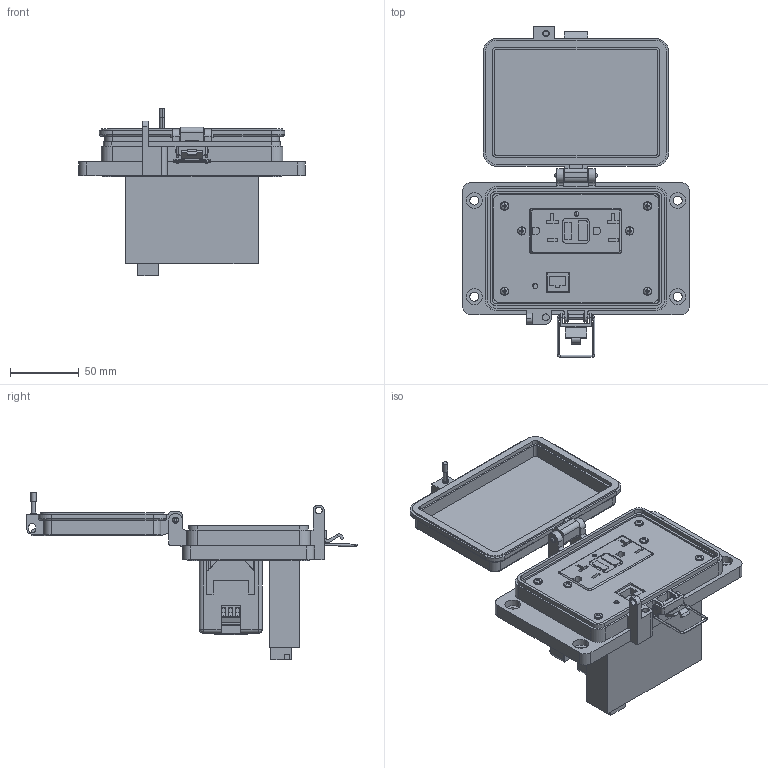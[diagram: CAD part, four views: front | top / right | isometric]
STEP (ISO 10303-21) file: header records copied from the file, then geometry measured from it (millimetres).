
FILE_DESCRIPTION (( 'STEP AP214' ), '1' );
FILE_NAME ('P-E5-M4RF0_3D.STEP', '2017-10-04T17:37:35', ( '' ), ( '' ), 'SwSTEP 2.0', 'SolidWorks 2017', '' );
FILE_SCHEMA (( 'AUTOMOTIVE_DESIGN' ));
Length unit declared in the file: millimetre
Products named in the file (8): P-E5-M4RF0_3D; H-X-M4; E5; 92005A124_METRIC PAN HEAD PHILLIPS MACHINE SCREW_92005A124; RF_RF Clipped; Z-200-OTLT-RIOF_RF Clipped; P-E5-M4RF0_FP; P-E5-M4RF0_BP
Assembly tree (12 placements, depth 3):
  P-E5-M4RF0_3D
    P-E5-M4RF0_BP
    P-E5-M4RF0_FP
    RF_RF Clipped
      Z-200-OTLT-RIOF_RF Clipped
    92005A124_METRIC PAN HEAD PHILLIPS MACHINE SCREW_92005A124  x6
    E5
    H-X-M4
Bounding box: 164.96 x 240.59 x 121.99 mm (x, y, z)
Volume: 499281.1 mm3; surface area: 223518.3 mm2
Topology: 41 solids, 41 shells, 3175 faces, 8677 edges, 5678 vertices
Faces by surface type: cylinder 1450, plane 1446, bspline 180, cone 63, torus 24, sphere 12
Entity records: 95914 total; most frequent: CARTESIAN_POINT 19974, ORIENTED_EDGE 12032, DIRECTION 10727, EDGE_CURVE 6016, VECTOR 3935, LINE 3935, VERTEX_POINT 3933, AXIS2_PLACEMENT_3D 3396
